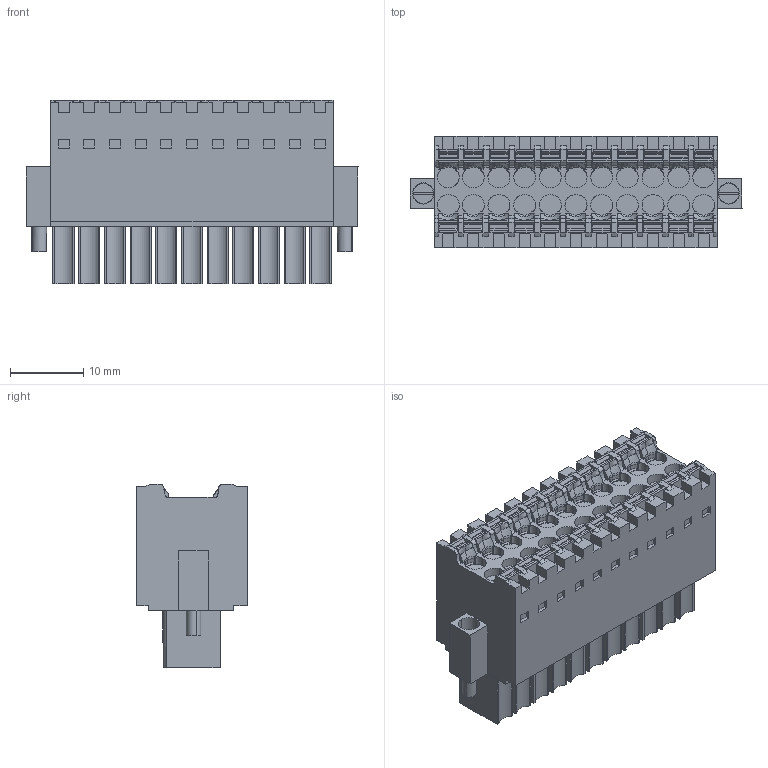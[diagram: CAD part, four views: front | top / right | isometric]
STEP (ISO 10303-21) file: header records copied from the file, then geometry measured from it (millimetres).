
FILE_DESCRIPTION(('CATIA V5 STEP','CAx-IF Rec.Pracs.--- Model Styling and Organization---1.4--- 2014-01-23'),'2;1');
FILE_NAME ('D1450462_1', '2023-08-22T06:45:49+00:00', ('none'), ('Weidmueller'), 'CATIA Version 5-6 Release 2016 SP3 HF44', 'CATIA V5 STEP AP214', 'none');
FILE_SCHEMA(('AUTOMOTIVE_DESIGN { 1 0 10303 214 1 1 1 1 }'));
Products named in the file (1): 1277770000
Bounding box: 45.25 x 15.2 x 25.05 mm (x, y, z)
Volume: 10900.2 mm3; surface area: 7240.7 mm2
Topology: 25 solids, 25 shells, 1503 faces, 4351 edges, 2957 vertices
Faces by surface type: plane 977, cylinder 194, torus 131, extrusion 113, cone 44, bspline 44
Entity records: 51465 total; most frequent: CARTESIAN_POINT 15954, ORIENTED_EDGE 8702, DIRECTION 5095, EDGE_CURVE 4351, VECTOR 3184, LINE 3071, VERTEX_POINT 2957, EDGE_LOOP 1566
